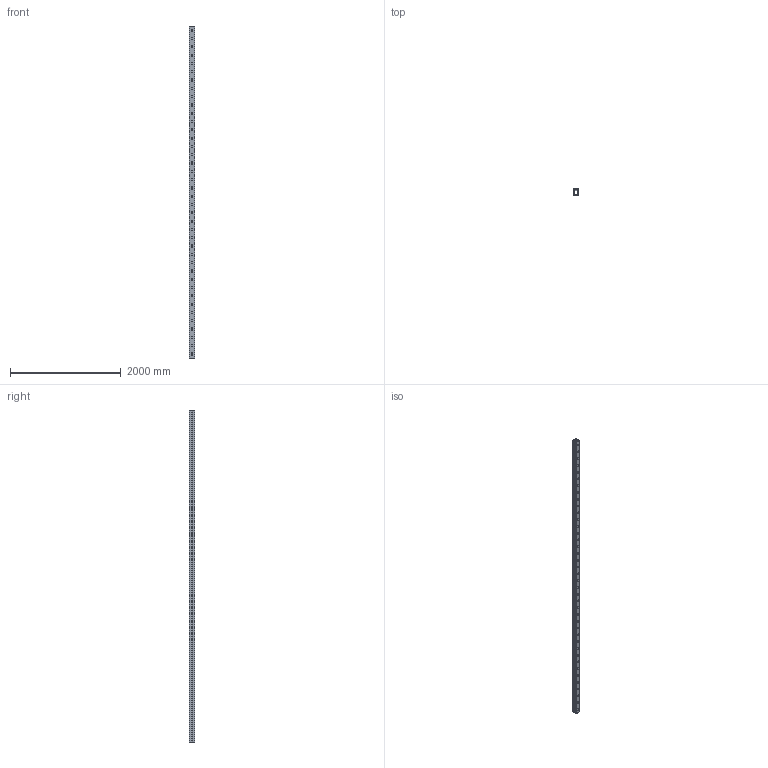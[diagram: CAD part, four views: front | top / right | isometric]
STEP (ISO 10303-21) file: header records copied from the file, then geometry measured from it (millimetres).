
FILE_DESCRIPTION(/* description */ (''),/* implementation_level */ '2;1');
FILE_NAME(/* name */ '142547.stp',/* time_stamp */ '2014-11-03T10:08:23+01:00',/* author */ ('DMK009'),/* organization */ (''),/* preprocessor_version */ 'ST-DEVELOPER v15.2',/* originating_system */ 'Autodesk Inventor 2014',/* authorisation */ '');
FILE_SCHEMA (('AUTOMOTIVE_DESIGN { 1 0 10303 214 3 1 1 }'));
Length unit declared in the file: millimetre
Products named in the file (1): 142547
Bounding box: 100 x 100 x 6000 mm (x, y, z)
Volume: 8205157.6 mm3; surface area: 6606361.4 mm2
Topology: 1 solids, 1 shells, 254 faces, 756 edges, 504 vertices
Faces by surface type: plane 130, cylinder 124
Entity records: 9030 total; most frequent: CARTESIAN_POINT 1515, DIRECTION 1514, ORIENTED_EDGE 1512, EDGE_CURVE 756, LINE 508, VECTOR 508, VERTEX_POINT 504, AXIS2_PLACEMENT_3D 503
